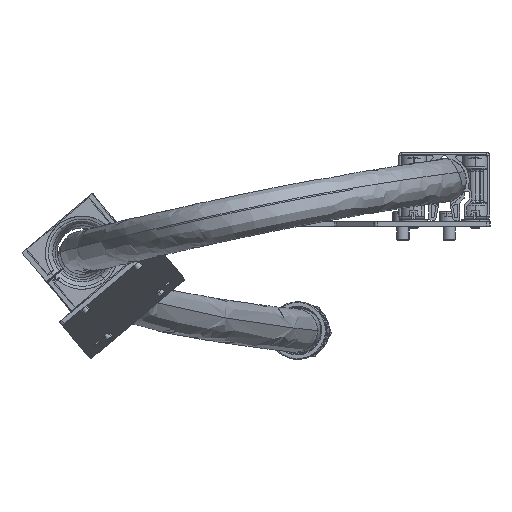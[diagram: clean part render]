
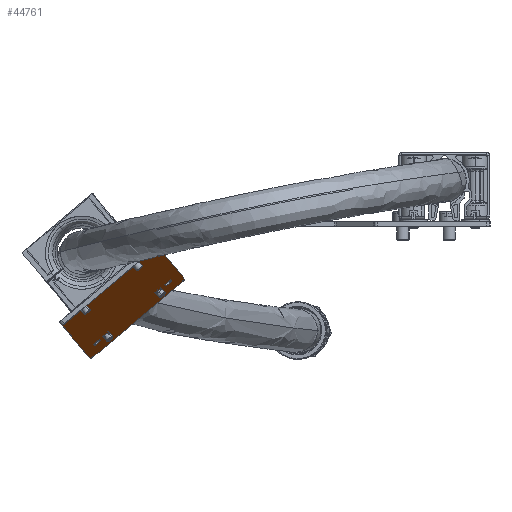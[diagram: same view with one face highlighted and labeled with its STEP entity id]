
A CAD part, left-side view. The second image highlights one B-rep face of the part: STEP entity #44761.
In plain terms, the highlighted face is planar.
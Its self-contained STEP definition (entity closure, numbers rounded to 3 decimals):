
#630 = DIRECTION ( 'NONE',  ( -0.259, -0.74, 0.621 ) ) ;
#1174 = AXIS2_PLACEMENT_3D ( 'NONE', #40858, #57223, #61660 ) ;
#1285 = ORIENTED_EDGE ( 'NONE', *, *, #63774, .T. ) ;
#2234 = CARTESIAN_POINT ( 'NONE',  ( 320.981, -40.644, -12.76 ) ) ;
#2323 = DIRECTION ( 'NONE',  ( 0., -0.643, -0.766 ) ) ;
#2361 = CARTESIAN_POINT ( 'NONE',  ( 341.265, -21.731, 18.235 ) ) ;
#2882 = AXIS2_PLACEMENT_3D ( 'NONE', #66826, #48912, #33213 ) ;
#3139 = VERTEX_POINT ( 'NONE', #30127 ) ;
#3199 = ORIENTED_EDGE ( 'NONE', *, *, #15542, .F. ) ;
#3647 = PLANE ( 'NONE',  #11952 ) ;
#5899 = DIRECTION ( 'NONE',  ( -0.259, -0.74, 0.621 ) ) ;
#6387 = EDGE_CURVE ( 'NONE', #3139, #12415, #18132, .T. ) ;
#7519 = ORIENTED_EDGE ( 'NONE', *, *, #37488, .F. ) ;
#7780 = DIRECTION ( 'NONE',  ( -0.259, -0.74, 0.621 ) ) ;
#8877 = CARTESIAN_POINT ( 'NONE',  ( 320.981, -68.926, -46.466 ) ) ;
#9524 = CARTESIAN_POINT ( 'NONE',  ( 320.981, -36.851, -8.24 ) ) ;
#9604 = VERTEX_POINT ( 'NONE', #40604 ) ;
#9964 = CARTESIAN_POINT ( 'NONE',  ( 320.981, -73.811, -52.288 ) ) ;
#10225 = ORIENTED_EDGE ( 'NONE', *, *, #15151, .F. ) ;
#10678 = CIRCLE ( 'NONE', #48771, 2.5 ) ;
#10880 = CARTESIAN_POINT ( 'NONE',  ( 339.333, -84.328, -57.171 ) ) ;
#11594 = AXIS2_PLACEMENT_3D ( 'NONE', #55739, #20283, #29817 ) ;
#11952 = AXIS2_PLACEMENT_3D ( 'NONE', #59891, #13211, #33991 ) ;
#12415 = VERTEX_POINT ( 'NONE', #36968 ) ;
#12628 = VERTEX_POINT ( 'NONE', #28079 ) ;
#12886 = DIRECTION ( 'NONE',  ( 0., -0.643, -0.766 ) ) ;
#13211 = DIRECTION ( 'NONE',  ( -0.259, -0.74, 0.621 ) ) ;
#13214 = CARTESIAN_POINT ( 'NONE',  ( 320.981, -41.993, -14.369 ) ) ;
#13799 = VECTOR ( 'NONE', #58991, 1000. ) ;
#14011 = ORIENTED_EDGE ( 'NONE', *, *, #25285, .T. ) ;
#15151 = EDGE_CURVE ( 'NONE', #17584, #25792, #62203, .T. ) ;
#15542 = EDGE_CURVE ( 'NONE', #51929, #42426, #30049, .T. ) ;
#16286 = VERTEX_POINT ( 'NONE', #9964 ) ;
#16799 = ORIENTED_EDGE ( 'NONE', *, *, #6387, .F. ) ;
#16851 = CIRCLE ( 'NONE', #37520, 2.5 ) ;
#16902 = AXIS2_PLACEMENT_3D ( 'NONE', #43211, #42540, #2323 ) ;
#17584 = VERTEX_POINT ( 'NONE', #34274 ) ;
#18132 = CIRCLE ( 'NONE', #56215, 2.5 ) ;
#18165 = EDGE_LOOP ( 'NONE', ( #63083, #16799 ) ) ;
#18336 = FACE_OUTER_BOUND ( 'NONE', #23601, .T. ) ;
#18969 = ORIENTED_EDGE ( 'NONE', *, *, #41677, .F. ) ;
#19708 = EDGE_CURVE ( 'NONE', #37922, #25792, #26274, .T. ) ;
#19843 = DIRECTION ( 'NONE',  ( -0.966, 0.198, -0.166 ) ) ;
#20283 = DIRECTION ( 'NONE',  ( -0.259, -0.74, 0.621 ) ) ;
#21220 = CIRCLE ( 'NONE', #16902, 2.1 ) ;
#21224 = EDGE_CURVE ( 'NONE', #9604, #41295, #60882, .T. ) ;
#22770 = VERTEX_POINT ( 'NONE', #8877 ) ;
#23199 = CARTESIAN_POINT ( 'NONE',  ( 16.137, -19.274, -114.368 ) ) ;
#23431 = FACE_BOUND ( 'NONE', #27068, .T. ) ;
#23601 = EDGE_LOOP ( 'NONE', ( #52238, #63832, #14011, #1285, #30168, #10225 ) ) ;
#24256 = CARTESIAN_POINT ( 'NONE',  ( 339.333, -34.19, 2.581 ) ) ;
#24434 = FACE_BOUND ( 'NONE', #18165, .T. ) ;
#24612 = VECTOR ( 'NONE', #47886, 1000. ) ;
#25285 = EDGE_CURVE ( 'NONE', #41295, #12628, #60950, .T. ) ;
#25595 = CARTESIAN_POINT ( 'NONE',  ( 16.137, 32.149, -53.085 ) ) ;
#25792 = VERTEX_POINT ( 'NONE', #32529 ) ;
#26274 = LINE ( 'NONE', #25595, #65159 ) ;
#26761 = CARTESIAN_POINT ( 'NONE',  ( 320.981, -75.418, -54.203 ) ) ;
#26877 = DIRECTION ( 'NONE',  ( -0.259, -0.74, 0.621 ) ) ;
#27027 = CARTESIAN_POINT ( 'NONE',  ( 320.981, -43.343, -15.978 ) ) ;
#27068 = EDGE_LOOP ( 'NONE', ( #18969, #3199 ) ) ;
#27094 = CARTESIAN_POINT ( 'NONE',  ( 235.776, -64.357, -76.539 ) ) ;
#28079 = CARTESIAN_POINT ( 'NONE',  ( 341.265, -35.872, 1.382 ) ) ;
#28383 = EDGE_CURVE ( 'NONE', #22770, #52852, #32314, .T. ) ;
#28597 = DIRECTION ( 'NONE',  ( 0., 0.643, 0.766 ) ) ;
#29543 = FACE_BOUND ( 'NONE', #40053, .T. ) ;
#29817 = DIRECTION ( 'NONE',  ( 0., -0.643, -0.766 ) ) ;
#30049 = CIRCLE ( 'NONE', #11594, 2.1 ) ;
#30127 = CARTESIAN_POINT ( 'NONE',  ( 320.981, -38.458, -10.156 ) ) ;
#30168 = ORIENTED_EDGE ( 'NONE', *, *, #19708, .T. ) ;
#31245 = CIRCLE ( 'NONE', #50852, 2.5 ) ;
#31646 = DIRECTION ( 'NONE',  ( 0., -0.643, -0.766 ) ) ;
#31933 = ORIENTED_EDGE ( 'NONE', *, *, #61687, .F. ) ;
#32224 = EDGE_CURVE ( 'NONE', #16286, #46972, #10678, .T. ) ;
#32314 = CIRCLE ( 'NONE', #2882, 2.1 ) ;
#32458 = VECTOR ( 'NONE', #28597, 1000. ) ;
#32529 = CARTESIAN_POINT ( 'NONE',  ( 235.776, -12.934, -15.255 ) ) ;
#32748 = DIRECTION ( 'NONE',  ( 0., -0.643, -0.766 ) ) ;
#33059 = EDGE_LOOP ( 'NONE', ( #37640, #7519 ) ) ;
#33213 = DIRECTION ( 'NONE',  ( 0., -0.643, -0.766 ) ) ;
#33991 = DIRECTION ( 'NONE',  ( 0., -0.643, -0.766 ) ) ;
#34274 = CARTESIAN_POINT ( 'NONE',  ( 235.776, -64.357, -76.539 ) ) ;
#35079 = CARTESIAN_POINT ( 'NONE',  ( 320.981, -71.626, -49.683 ) ) ;
#36234 = CARTESIAN_POINT ( 'NONE',  ( 320.981, -75.418, -54.203 ) ) ;
#36422 = CARTESIAN_POINT ( 'NONE',  ( 341.265, -84.724, -56.838 ) ) ;
#36688 = EDGE_CURVE ( 'NONE', #17584, #9604, #64103, .T. ) ;
#36968 = CARTESIAN_POINT ( 'NONE',  ( 320.981, -35.244, -6.325 ) ) ;
#37488 = EDGE_CURVE ( 'NONE', #46972, #16286, #31245, .T. ) ;
#37520 = AXIS2_PLACEMENT_3D ( 'NONE', #9524, #630, #46642 ) ;
#37640 = ORIENTED_EDGE ( 'NONE', *, *, #32224, .F. ) ;
#37922 = VERTEX_POINT ( 'NONE', #24256 ) ;
#39082 = AXIS2_PLACEMENT_3D ( 'NONE', #13214, #7780, #12886 ) ;
#40053 = EDGE_LOOP ( 'NONE', ( #44359, #31933 ) ) ;
#40604 = CARTESIAN_POINT ( 'NONE',  ( 339.333, -85.613, -58.703 ) ) ;
#40858 = CARTESIAN_POINT ( 'NONE',  ( 339.333, -35.476, 1.049 ) ) ;
#41295 = VERTEX_POINT ( 'NONE', #36422 ) ;
#41677 = EDGE_CURVE ( 'NONE', #42426, #51929, #53204, .T. ) ;
#42426 = VERTEX_POINT ( 'NONE', #2234 ) ;
#42434 = DIRECTION ( 'NONE',  ( -0.259, -0.74, 0.621 ) ) ;
#42540 = DIRECTION ( 'NONE',  ( -0.259, -0.74, 0.621 ) ) ;
#42969 = CARTESIAN_POINT ( 'NONE',  ( 320.981, -36.851, -8.24 ) ) ;
#43211 = CARTESIAN_POINT ( 'NONE',  ( 320.981, -70.276, -48.075 ) ) ;
#44359 = ORIENTED_EDGE ( 'NONE', *, *, #28383, .F. ) ;
#44562 = AXIS2_PLACEMENT_3D ( 'NONE', #10880, #26877, #31646 ) ;
#44761 = ADVANCED_FACE ( 'NONE', ( #29543, #23431, #65006, #24434, #18336 ), #3647, .T. ) ;
#46642 = DIRECTION ( 'NONE',  ( 0., -0.643, -0.766 ) ) ;
#46972 = VERTEX_POINT ( 'NONE', #63346 ) ;
#47886 = DIRECTION ( 'NONE',  ( 0., 0.643, 0.766 ) ) ;
#48771 = AXIS2_PLACEMENT_3D ( 'NONE', #26761, #42434, #63240 ) ;
#48912 = DIRECTION ( 'NONE',  ( -0.259, -0.74, 0.621 ) ) ;
#50852 = AXIS2_PLACEMENT_3D ( 'NONE', #36234, #5899, #61802 ) ;
#51929 = VERTEX_POINT ( 'NONE', #27027 ) ;
#52238 = ORIENTED_EDGE ( 'NONE', *, *, #36688, .T. ) ;
#52852 = VERTEX_POINT ( 'NONE', #35079 ) ;
#53204 = CIRCLE ( 'NONE', #39082, 2.1 ) ;
#55739 = CARTESIAN_POINT ( 'NONE',  ( 320.981, -41.993, -14.369 ) ) ;
#56215 = AXIS2_PLACEMENT_3D ( 'NONE', #42969, #58660, #32748 ) ;
#57223 = DIRECTION ( 'NONE',  ( -0.259, -0.74, 0.621 ) ) ;
#58660 = DIRECTION ( 'NONE',  ( -0.259, -0.74, 0.621 ) ) ;
#58991 = DIRECTION ( 'NONE',  ( 0.966, -0.198, 0.166 ) ) ;
#59891 = CARTESIAN_POINT ( 'NONE',  ( 16.137, 45.005, -37.764 ) ) ;
#60882 = CIRCLE ( 'NONE', #44562, 2. ) ;
#60950 = LINE ( 'NONE', #2361, #32458 ) ;
#61230 = EDGE_CURVE ( 'NONE', #12415, #3139, #16851, .T. ) ;
#61660 = DIRECTION ( 'NONE',  ( 0., -0.643, -0.766 ) ) ;
#61687 = EDGE_CURVE ( 'NONE', #52852, #22770, #21220, .T. ) ;
#61802 = DIRECTION ( 'NONE',  ( 0., -0.643, -0.766 ) ) ;
#62203 = LINE ( 'NONE', #27094, #24612 ) ;
#63083 = ORIENTED_EDGE ( 'NONE', *, *, #61230, .F. ) ;
#63240 = DIRECTION ( 'NONE',  ( 0., -0.643, -0.766 ) ) ;
#63346 = CARTESIAN_POINT ( 'NONE',  ( 320.981, -77.025, -56.118 ) ) ;
#63774 = EDGE_CURVE ( 'NONE', #12628, #37922, #64274, .T. ) ;
#63832 = ORIENTED_EDGE ( 'NONE', *, *, #21224, .T. ) ;
#64103 = LINE ( 'NONE', #23199, #13799 ) ;
#64274 = CIRCLE ( 'NONE', #1174, 2. ) ;
#65006 = FACE_BOUND ( 'NONE', #33059, .T. ) ;
#65159 = VECTOR ( 'NONE', #19843, 1000. ) ;
#66826 = CARTESIAN_POINT ( 'NONE',  ( 320.981, -70.276, -48.075 ) ) ;
